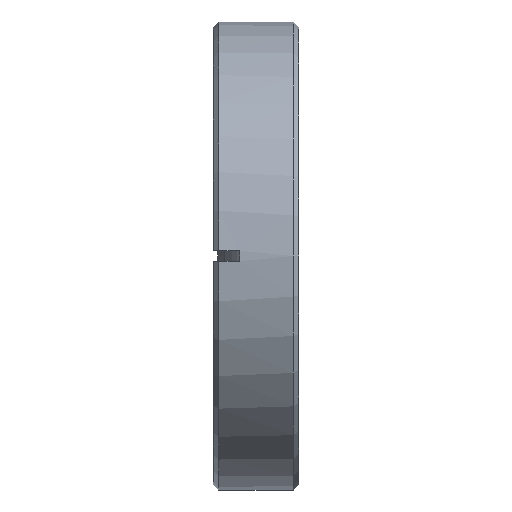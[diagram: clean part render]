
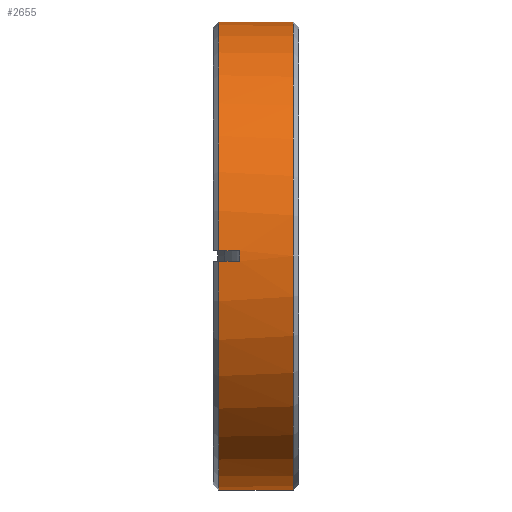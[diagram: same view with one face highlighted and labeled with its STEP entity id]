
A CAD part, left-side view. The second image highlights one B-rep face of the part: STEP entity #2655.
In plain terms, the highlighted cylindrical face has radius 34.925 mm (diameter 69.85 mm), a partial arc.
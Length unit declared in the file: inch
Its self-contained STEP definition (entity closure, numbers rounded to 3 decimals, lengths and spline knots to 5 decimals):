
#108 = EDGE_LOOP ( 'NONE', ( #1103, #940, #935, #911, #954, #1006, #956, #946 ) ) ;
#332 = DIRECTION ( 'NONE',  ( 0., 0., 1. ) ) ;
#333 = CYLINDRICAL_SURFACE ( 'NONE', #1465, 1.375 ) ;
#335 = CARTESIAN_POINT ( 'NONE',  ( 0., 1.15226, 0. ) ) ;
#336 = FACE_OUTER_BOUND ( 'NONE', #108, .T. ) ;
#344 = DIRECTION ( 'NONE',  ( 0., 1., 0. ) ) ;
#580 = CARTESIAN_POINT ( 'NONE',  ( 0., 1.15226, 1.375 ) ) ;
#596 = LINE ( 'NONE', #580, #1544 ) ;
#703 = DIRECTION ( 'NONE',  ( 0., 0., 1. ) ) ;
#704 = DIRECTION ( 'NONE',  ( 0., 1., 0. ) ) ;
#706 = CARTESIAN_POINT ( 'NONE',  ( 0., 0.47, 0. ) ) ;
#730 = DIRECTION ( 'NONE',  ( 0., 1., 0. ) ) ;
#911 = ORIENTED_EDGE ( 'NONE', *, *, #1709, .F. ) ;
#935 = ORIENTED_EDGE ( 'NONE', *, *, #2581, .T. ) ;
#940 = ORIENTED_EDGE ( 'NONE', *, *, #1708, .T. ) ;
#946 = ORIENTED_EDGE ( 'NONE', *, *, #2595, .F. ) ;
#954 = ORIENTED_EDGE ( 'NONE', *, *, #1710, .T. ) ;
#956 = ORIENTED_EDGE ( 'NONE', *, *, #1712, .F. ) ;
#1006 = ORIENTED_EDGE ( 'NONE', *, *, #1711, .F. ) ;
#1103 = ORIENTED_EDGE ( 'NONE', *, *, #2754, .F. ) ;
#1205 = VERTEX_POINT ( 'NONE', #2146 ) ;
#1219 = VERTEX_POINT ( 'NONE', #2100 ) ;
#1235 = VERTEX_POINT ( 'NONE', #2065 ) ;
#1245 = VERTEX_POINT ( 'NONE', #1919 ) ;
#1262 = VERTEX_POINT ( 'NONE', #2236 ) ;
#1282 = VERTEX_POINT ( 'NONE', #2215 ) ;
#1304 = VERTEX_POINT ( 'NONE', #2185 ) ;
#1305 = VERTEX_POINT ( 'NONE', #2184 ) ;
#1316 = VECTOR ( 'NONE', #1771, 39.37008 ) ;
#1465 = AXIS2_PLACEMENT_3D ( 'NONE', #335, #344, #332 ) ;
#1529 = AXIS2_PLACEMENT_3D ( 'NONE', #706, #704, #703 ) ;
#1534 = CIRCLE ( 'NONE', #1529, 1.375 ) ;
#1544 = VECTOR ( 'NONE', #730, 39.37008 ) ;
#1608 = AXIS2_PLACEMENT_3D ( 'NONE', #2523, #2522, #2520 ) ;
#1609 = VECTOR ( 'NONE', #2510, 39.37008 ) ;
#1610 = AXIS2_PLACEMENT_3D ( 'NONE', #2530, #2528, #2527 ) ;
#1611 = CIRCLE ( 'NONE', #1608, 1.375 ) ;
#1612 = CIRCLE ( 'NONE', #1610, 1.375 ) ;
#1615 = VECTOR ( 'NONE', #2519, 39.37008 ) ;
#1642 = B_SPLINE_CURVE_WITH_KNOTS ( 'NONE', 3,
 ( #2544, #2525, #2514, #2513 ),
 .UNSPECIFIED., .F., .F.,
 ( 4, 4 ),
 ( 0.11481, 0.11638 ),
 .UNSPECIFIED. ) ;
#1708 = EDGE_CURVE ( 'NONE', #1219, #1304, #1612, .T. ) ;
#1709 = EDGE_CURVE ( 'NONE', #1305, #1282, #1611, .T. ) ;
#1710 = EDGE_CURVE ( 'NONE', #1305, #1205, #2524, .T. ) ;
#1711 = EDGE_CURVE ( 'NONE', #1235, #1205, #1642, .T. ) ;
#1712 = EDGE_CURVE ( 'NONE', #1262, #1235, #2516, .T. ) ;
#1771 = DIRECTION ( 'NONE',  ( 0., 1., 0. ) ) ;
#1772 = CARTESIAN_POINT ( 'NONE',  ( 0., 1.15226, -1.375 ) ) ;
#1773 = LINE ( 'NONE', #1772, #1316 ) ;
#1919 = CARTESIAN_POINT ( 'NONE',  ( 0., 0.47, -1.375 ) ) ;
#2065 = CARTESIAN_POINT ( 'NONE',  ( -1.37465, 0.34666, -0.031 ) ) ;
#2100 = CARTESIAN_POINT ( 'NONE',  ( 0., 0.03, -1.375 ) ) ;
#2146 = CARTESIAN_POINT ( 'NONE',  ( -1.37465, 0.34666, 0.031 ) ) ;
#2184 = CARTESIAN_POINT ( 'NONE',  ( -1.37465, 0.47, 0.031 ) ) ;
#2185 = CARTESIAN_POINT ( 'NONE',  ( 0., 0.03, 1.375 ) ) ;
#2215 = CARTESIAN_POINT ( 'NONE',  ( 0., 0.47, 1.375 ) ) ;
#2236 = CARTESIAN_POINT ( 'NONE',  ( -1.37465, 0.47, -0.031 ) ) ;
#2510 = DIRECTION ( 'NONE',  ( 0., -1., 0. ) ) ;
#2512 = CARTESIAN_POINT ( 'NONE',  ( -1.37465, 1.15226, -0.031 ) ) ;
#2513 = CARTESIAN_POINT ( 'NONE',  ( -1.37465, 0.34666, 0.031 ) ) ;
#2514 = CARTESIAN_POINT ( 'NONE',  ( -1.37512, 0.34662, 0.01032 ) ) ;
#2516 = LINE ( 'NONE', #2512, #1609 ) ;
#2519 = DIRECTION ( 'NONE',  ( 0., -1., 0. ) ) ;
#2520 = DIRECTION ( 'NONE',  ( 0., 0., 1. ) ) ;
#2522 = DIRECTION ( 'NONE',  ( 0., 1., 0. ) ) ;
#2523 = CARTESIAN_POINT ( 'NONE',  ( 0., 0.47, 0. ) ) ;
#2524 = LINE ( 'NONE', #2533, #1615 ) ;
#2525 = CARTESIAN_POINT ( 'NONE',  ( -1.37512, 0.34662, -0.01035 ) ) ;
#2527 = DIRECTION ( 'NONE',  ( 0., 0., 1. ) ) ;
#2528 = DIRECTION ( 'NONE',  ( 0., 1., 0. ) ) ;
#2530 = CARTESIAN_POINT ( 'NONE',  ( 0., 0.03, 0. ) ) ;
#2533 = CARTESIAN_POINT ( 'NONE',  ( -1.37465, 1.15226, 0.031 ) ) ;
#2544 = CARTESIAN_POINT ( 'NONE',  ( -1.37465, 0.34666, -0.031 ) ) ;
#2581 = EDGE_CURVE ( 'NONE', #1304, #1282, #596, .T. ) ;
#2595 = EDGE_CURVE ( 'NONE', #1245, #1262, #1534, .T. ) ;
#2655 = ADVANCED_FACE ( 'NONE', ( #336 ), #333, .T. ) ;
#2754 = EDGE_CURVE ( 'NONE', #1219, #1245, #1773, .T. ) ;
